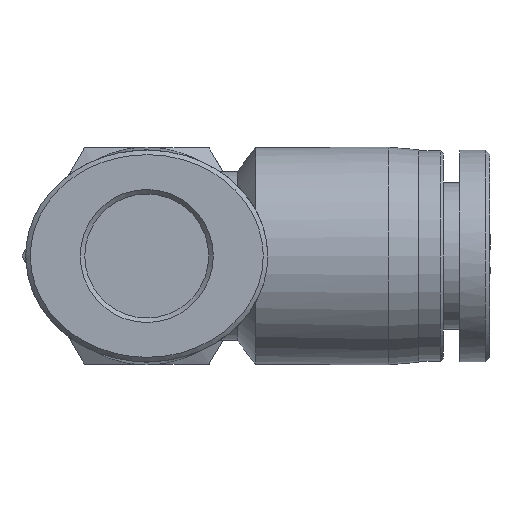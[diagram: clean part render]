
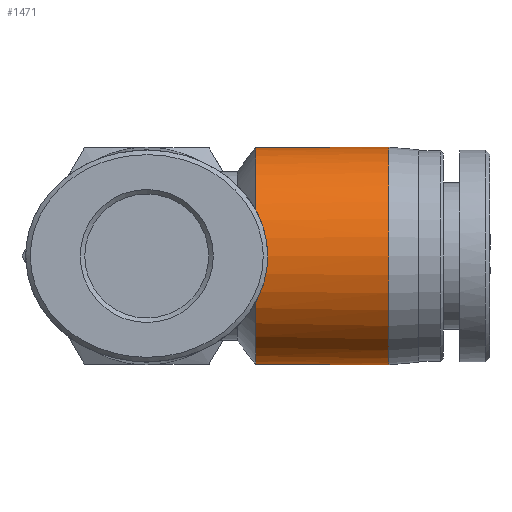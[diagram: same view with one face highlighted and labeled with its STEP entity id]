
A CAD part, left-side view. The second image highlights one B-rep face of the part: STEP entity #1471.
In plain terms, the highlighted cylindrical face has radius 7.2 mm (diameter 14.4 mm), a full revolution.
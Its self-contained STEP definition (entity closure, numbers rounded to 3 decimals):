
#1057=CARTESIAN_POINT('',(7.2,-7.13,-1.0));
#1058=VERTEX_POINT('',#1057);
#1072=CARTESIAN_POINT('',(9.5,-7.13,-1.0));
#1073=VERTEX_POINT('',#1072);
#1074=CARTESIAN_POINT('',(9.5,-7.13,-1.0));
#1075=DIRECTION('',(-1.0,0.0,0.0));
#1076=VECTOR('',#1075,2.3);
#1077=LINE('',#1074,#1076);
#1078=EDGE_CURVE('',#1073,#1058,#1077,.T.);
#1143=CARTESIAN_POINT('',(9.5,-7.13,1.0));
#1144=VERTEX_POINT('',#1143);
#1145=CARTESIAN_POINT('',(9.5,-7.2,0.0));
#1146=VERTEX_POINT('',#1145);
#1147=CARTESIAN_POINT('',(9.5,0.,0.0));
#1148=DIRECTION('',(1.0,0.0,0.0));
#1149=DIRECTION('',(0.0,1.0,0.0));
#1150=AXIS2_PLACEMENT_3D('',#1147,#1148,#1149);
#1151=CIRCLE('',#1150,7.2);
#1152=EDGE_CURVE('',#1144,#1146,#1151,.T.);
#1176=CARTESIAN_POINT('',(9.5,0.,0.0));
#1177=DIRECTION('',(1.0,0.0,0.0));
#1178=DIRECTION('',(0.0,1.0,0.0));
#1179=AXIS2_PLACEMENT_3D('',#1176,#1177,#1178);
#1180=CIRCLE('',#1179,7.2);
#1181=EDGE_CURVE('',#1146,#1073,#1180,.T.);
#1250=CARTESIAN_POINT('',(7.2,-7.13,1.0));
#1251=VERTEX_POINT('',#1250);
#1252=CARTESIAN_POINT('',(7.2,-7.13,1.0));
#1253=DIRECTION('',(1.0,0.0,0.0));
#1254=VECTOR('',#1253,2.3);
#1255=LINE('',#1252,#1254);
#1256=EDGE_CURVE('',#1251,#1144,#1255,.T.);
#1428=CARTESIAN_POINT('',(7.2,7.2,0.0));
#1429=VERTEX_POINT('',#1428);
#1430=CARTESIAN_POINT('',(7.2,0.,0.0));
#1431=DIRECTION('',(1.0,0.0,0.0));
#1432=DIRECTION('',(0.0,1.0,0.0));
#1433=AXIS2_PLACEMENT_3D('',#1430,#1431,#1432);
#1434=CIRCLE('',#1433,7.2);
#1435=EDGE_CURVE('',#1429,#1251,#1434,.T.);
#1437=CARTESIAN_POINT('',(7.2,0.,0.0));
#1438=DIRECTION('',(1.0,0.0,0.0));
#1439=DIRECTION('',(0.0,1.0,0.0));
#1440=AXIS2_PLACEMENT_3D('',#1437,#1438,#1439);
#1441=CIRCLE('',#1440,7.2);
#1442=EDGE_CURVE('',#1058,#1429,#1441,.T.);
#1447=CARTESIAN_POINT('',(11.6,0.,0.0));
#1448=DIRECTION('',(1.0,0.,0.0));
#1449=DIRECTION('',(0.0,1.0,0.0));
#1450=AXIS2_PLACEMENT_3D('',#1447,#1448,#1449);
#1451=CYLINDRICAL_SURFACE('',#1450,7.2);
#1452=ORIENTED_EDGE('',*,*,#1078,.T.);
#1453=ORIENTED_EDGE('',*,*,#1442,.T.);
#1454=ORIENTED_EDGE('',*,*,#1435,.T.);
#1455=ORIENTED_EDGE('',*,*,#1256,.T.);
#1456=ORIENTED_EDGE('',*,*,#1152,.T.);
#1457=ORIENTED_EDGE('',*,*,#1181,.T.);
#1458=EDGE_LOOP('',(#1452,#1453,#1454,#1455,#1456,#1457));
#1459=FACE_OUTER_BOUND('',#1458,.T.);
#1460=CARTESIAN_POINT('',(16.0,7.2,0.0));
#1461=VERTEX_POINT('',#1460);
#1462=CARTESIAN_POINT('',(16.0,0.,0.0));
#1463=DIRECTION('',(1.0,0.0,0.0));
#1464=DIRECTION('',(0.0,1.0,0.0));
#1465=AXIS2_PLACEMENT_3D('',#1462,#1463,#1464);
#1466=CIRCLE('',#1465,7.2);
#1467=EDGE_CURVE('',#1461,#1461,#1466,.T.);
#1468=ORIENTED_EDGE('',*,*,#1467,.F.);
#1469=EDGE_LOOP('',(#1468));
#1470=FACE_BOUND('',#1469,.T.);
#1471=ADVANCED_FACE('',(#1459,#1470),#1451,.T.);
